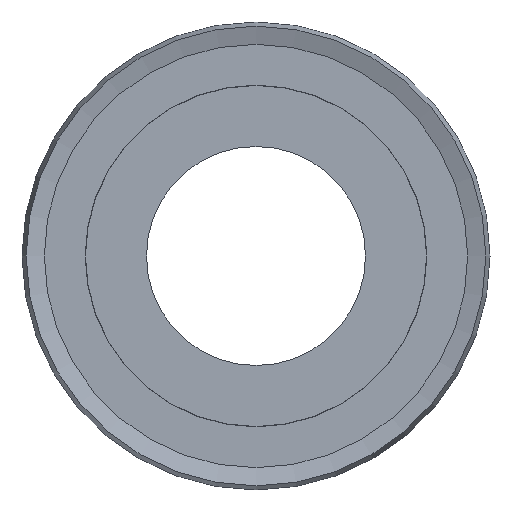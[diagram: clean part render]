
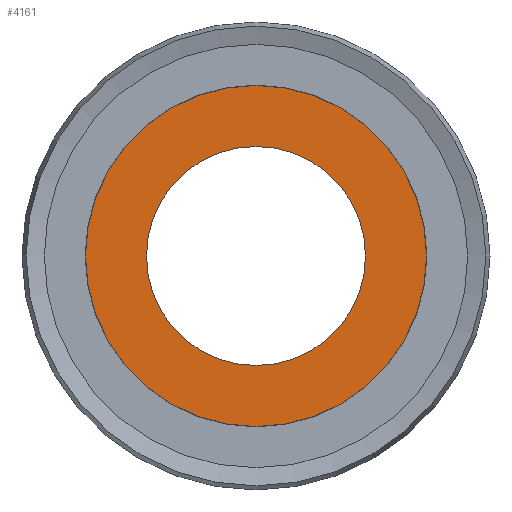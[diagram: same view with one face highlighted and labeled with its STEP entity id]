
A CAD part, left-side view. The second image highlights one B-rep face of the part: STEP entity #4161.
In plain terms, the highlighted planar face has unit normal (-1, 0, 0).
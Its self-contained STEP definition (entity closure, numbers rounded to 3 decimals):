
#665=FACE_BOUND('',#1113,.T.);
#884=FACE_OUTER_BOUND('',#1112,.T.);
#1112=EDGE_LOOP('',(#3907));
#1113=EDGE_LOOP('',(#3908));
#1538=CIRCLE('',#4810,17.551);
#1543=CIRCLE('',#4821,27.337);
#1973=VERTEX_POINT('',#7639);
#1977=VERTEX_POINT('',#7693);
#2611=EDGE_CURVE('',#1973,#1973,#1538,.T.);
#2622=EDGE_CURVE('',#1977,#1977,#1543,.T.);
#3907=ORIENTED_EDGE('',*,*,#2622,.T.);
#3908=ORIENTED_EDGE('',*,*,#2611,.T.);
#3942=PLANE('',#4822);
#4161=ADVANCED_FACE('',(#884,#665),#3942,.T.);
#4810=AXIS2_PLACEMENT_3D('',#7640,#6294,#6295);
#4821=AXIS2_PLACEMENT_3D('',#7695,#6320,#6321);
#4822=AXIS2_PLACEMENT_3D('',#7696,#6322,#6323);
#6294=DIRECTION('center_axis',(1.,0.,0.));
#6295=DIRECTION('ref_axis',(0.,-1.,0.));
#6320=DIRECTION('center_axis',(-1.,0.,0.));
#6321=DIRECTION('ref_axis',(0.,-1.,0.));
#6322=DIRECTION('center_axis',(-1.,0.,0.));
#6323=DIRECTION('ref_axis',(0.,1.,0.));
#7639=CARTESIAN_POINT('',(-9.144,44.882,-27.33));
#7640=CARTESIAN_POINT('Origin',(-9.144,27.33,-27.33));
#7693=CARTESIAN_POINT('',(-9.144,-0.006,-27.33));
#7695=CARTESIAN_POINT('Origin',(-9.144,27.33,-27.33));
#7696=CARTESIAN_POINT('Origin',(-9.144,27.33,-27.33));
